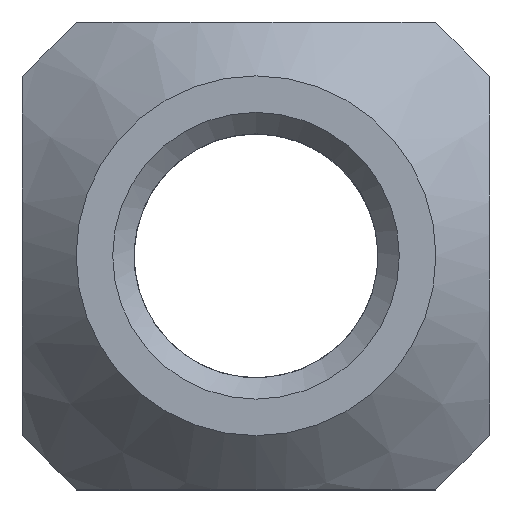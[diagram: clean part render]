
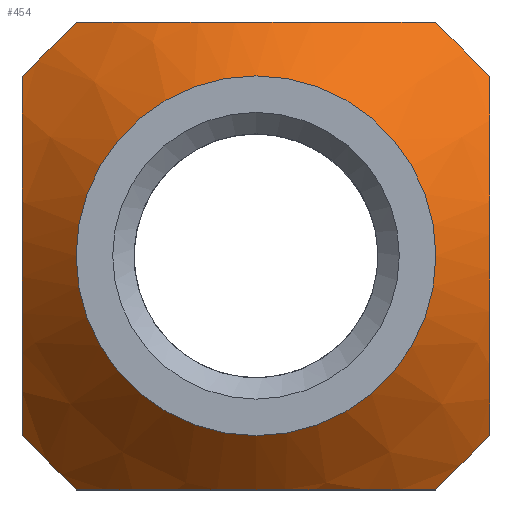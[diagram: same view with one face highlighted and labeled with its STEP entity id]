
A CAD part, top view. The second image highlights one B-rep face of the part: STEP entity #454.
In plain terms, the highlighted conical face has half-angle 45 degrees and reference radius 5.25 mm.
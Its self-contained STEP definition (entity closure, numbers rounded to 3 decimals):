
#17=(
BOUNDED_CURVE()
B_SPLINE_CURVE(2,(#1524,#1525,#1526),.UNSPECIFIED.,.F.,.F.)
B_SPLINE_CURVE_WITH_KNOTS((3,3),(-1.072,-0.381),
 .UNSPECIFIED.)
CURVE()
GEOMETRIC_REPRESENTATION_ITEM()
RATIONAL_B_SPLINE_CURVE((1.385,1.385,1.225))
REPRESENTATION_ITEM('')
);
#18=(
BOUNDED_CURVE()
B_SPLINE_CURVE(2,(#1531,#1532,#1533),.UNSPECIFIED.,.F.,.F.)
B_SPLINE_CURVE_WITH_KNOTS((3,3),(-1.764,-1.072),
 .UNSPECIFIED.)
CURVE()
GEOMETRIC_REPRESENTATION_ITEM()
RATIONAL_B_SPLINE_CURVE((1.225,1.385,1.385))
REPRESENTATION_ITEM('')
);
#19=(
BOUNDED_CURVE()
B_SPLINE_CURVE(2,(#1535,#1536,#1537),.UNSPECIFIED.,.F.,.F.)
B_SPLINE_CURVE_WITH_KNOTS((3,3),(3.258,5.581),
 .UNSPECIFIED.)
CURVE()
GEOMETRIC_REPRESENTATION_ITEM()
RATIONAL_B_SPLINE_CURVE((1.061,1.07,1.061))
REPRESENTATION_ITEM('')
);
#20=(
BOUNDED_CURVE()
B_SPLINE_CURVE(2,(#1539,#1540,#1541),.UNSPECIFIED.,.F.,.F.)
B_SPLINE_CURVE_WITH_KNOTS((3,3),(2.741,15.589),
 .UNSPECIFIED.)
CURVE()
GEOMETRIC_REPRESENTATION_ITEM()
RATIONAL_B_SPLINE_CURVE((1.157,1.459,1.157))
REPRESENTATION_ITEM('')
);
#21=(
BOUNDED_CURVE()
B_SPLINE_CURVE(2,(#1543,#1544,#1545),.UNSPECIFIED.,.F.,.F.)
B_SPLINE_CURVE_WITH_KNOTS((3,3),(3.258,5.581),
 .UNSPECIFIED.)
CURVE()
GEOMETRIC_REPRESENTATION_ITEM()
RATIONAL_B_SPLINE_CURVE((1.061,1.07,1.061))
REPRESENTATION_ITEM('')
);
#22=(
BOUNDED_CURVE()
B_SPLINE_CURVE(2,(#1547,#1548,#1549),.UNSPECIFIED.,.F.,.F.)
B_SPLINE_CURVE_WITH_KNOTS((3,3),(0.381,1.764),
 .UNSPECIFIED.)
CURVE()
GEOMETRIC_REPRESENTATION_ITEM()
RATIONAL_B_SPLINE_CURVE((1.225,1.545,1.225))
REPRESENTATION_ITEM('')
);
#23=(
BOUNDED_CURVE()
B_SPLINE_CURVE(2,(#1551,#1552,#1553),.UNSPECIFIED.,.F.,.F.)
B_SPLINE_CURVE_WITH_KNOTS((3,3),(3.258,5.581),
 .UNSPECIFIED.)
CURVE()
GEOMETRIC_REPRESENTATION_ITEM()
RATIONAL_B_SPLINE_CURVE((1.061,1.07,1.061))
REPRESENTATION_ITEM('')
);
#24=(
BOUNDED_CURVE()
B_SPLINE_CURVE(2,(#1555,#1556,#1557),.UNSPECIFIED.,.F.,.F.)
B_SPLINE_CURVE_WITH_KNOTS((3,3),(2.741,15.589),
 .UNSPECIFIED.)
CURVE()
GEOMETRIC_REPRESENTATION_ITEM()
RATIONAL_B_SPLINE_CURVE((1.157,1.459,1.157))
REPRESENTATION_ITEM('')
);
#25=(
BOUNDED_CURVE()
B_SPLINE_CURVE(2,(#1558,#1559,#1560),.UNSPECIFIED.,.F.,.F.)
B_SPLINE_CURVE_WITH_KNOTS((3,3),(3.258,5.581),
 .UNSPECIFIED.)
CURVE()
GEOMETRIC_REPRESENTATION_ITEM()
RATIONAL_B_SPLINE_CURVE((1.061,1.07,1.061))
REPRESENTATION_ITEM('')
);
#28=CONICAL_SURFACE('',#502,5.25,0.785);
#58=FACE_OUTER_BOUND('',#84,.T.);
#84=EDGE_LOOP('',(#374,#375,#376,#377,#378,#379,#380,#381,#382,#383,#384,
#385));
#107=CIRCLE('',#503,5.);
#139=LINE('',#1528,#165);
#165=VECTOR('',#573,5.25);
#208=VERTEX_POINT('',#1522);
#209=VERTEX_POINT('',#1523);
#210=VERTEX_POINT('',#1527);
#211=VERTEX_POINT('',#1530);
#212=VERTEX_POINT('',#1534);
#213=VERTEX_POINT('',#1538);
#214=VERTEX_POINT('',#1542);
#215=VERTEX_POINT('',#1546);
#216=VERTEX_POINT('',#1550);
#217=VERTEX_POINT('',#1554);
#267=EDGE_CURVE('',#208,#209,#17,.F.);
#268=EDGE_CURVE('',#209,#210,#139,.T.);
#269=EDGE_CURVE('',#210,#210,#107,.T.);
#270=EDGE_CURVE('',#209,#211,#18,.F.);
#271=EDGE_CURVE('',#211,#212,#19,.T.);
#272=EDGE_CURVE('',#212,#213,#20,.T.);
#273=EDGE_CURVE('',#213,#214,#21,.T.);
#274=EDGE_CURVE('',#214,#215,#22,.T.);
#275=EDGE_CURVE('',#215,#216,#23,.T.);
#276=EDGE_CURVE('',#216,#217,#24,.T.);
#277=EDGE_CURVE('',#217,#208,#25,.T.);
#374=ORIENTED_EDGE('',*,*,#267,.T.);
#375=ORIENTED_EDGE('',*,*,#268,.T.);
#376=ORIENTED_EDGE('',*,*,#269,.T.);
#377=ORIENTED_EDGE('',*,*,#268,.F.);
#378=ORIENTED_EDGE('',*,*,#270,.T.);
#379=ORIENTED_EDGE('',*,*,#271,.T.);
#380=ORIENTED_EDGE('',*,*,#272,.T.);
#381=ORIENTED_EDGE('',*,*,#273,.T.);
#382=ORIENTED_EDGE('',*,*,#274,.T.);
#383=ORIENTED_EDGE('',*,*,#275,.T.);
#384=ORIENTED_EDGE('',*,*,#276,.T.);
#385=ORIENTED_EDGE('',*,*,#277,.T.);
#454=ADVANCED_FACE('',(#58),#28,.T.);
#502=AXIS2_PLACEMENT_3D('',#1521,#571,#572);
#503=AXIS2_PLACEMENT_3D('',#1529,#574,#575);
#571=DIRECTION('center_axis',(0.,0.,-1.));
#572=DIRECTION('ref_axis',(0.,1.,0.));
#573=DIRECTION('',(0.,0.707,0.707));
#574=DIRECTION('center_axis',(0.,0.,-1.));
#575=DIRECTION('ref_axis',(0.,1.,0.));
#1521=CARTESIAN_POINT('Origin',(0.,0.,5.25));
#1522=CARTESIAN_POINT('',(-4.998,-6.5,2.301));
#1523=CARTESIAN_POINT('',(0.,-6.5,4.));
#1524=CARTESIAN_POINT('Ctrl Pts',(0.,-6.5,4.));
#1525=CARTESIAN_POINT('Ctrl Pts',(-2.21,-6.5,4.));
#1526=CARTESIAN_POINT('Ctrl Pts',(-4.998,-6.5,2.301));
#1527=CARTESIAN_POINT('',(0.,-5.,5.5));
#1528=CARTESIAN_POINT('',(0.,-5.25,5.25));
#1529=CARTESIAN_POINT('Origin',(0.,0.,5.5));
#1530=CARTESIAN_POINT('',(4.998,-6.5,2.301));
#1531=CARTESIAN_POINT('Ctrl Pts',(4.998,-6.5,2.301));
#1532=CARTESIAN_POINT('Ctrl Pts',(2.21,-6.5,4.));
#1533=CARTESIAN_POINT('Ctrl Pts',(0.,-6.5,4.));
#1534=CARTESIAN_POINT('',(6.5,-4.998,2.301));
#1535=CARTESIAN_POINT('Ctrl Pts',(4.998,-6.5,2.301));
#1536=CARTESIAN_POINT('Ctrl Pts',(5.749,-5.749,2.439));
#1537=CARTESIAN_POINT('Ctrl Pts',(6.5,-4.998,2.301));
#1538=CARTESIAN_POINT('',(6.5,4.998,2.301));
#1539=CARTESIAN_POINT('Ctrl Pts',(6.5,-4.998,2.301));
#1540=CARTESIAN_POINT('Ctrl Pts',(6.5,0.,5.347));
#1541=CARTESIAN_POINT('Ctrl Pts',(6.5,4.998,2.301));
#1542=CARTESIAN_POINT('',(4.998,6.5,2.301));
#1543=CARTESIAN_POINT('Ctrl Pts',(6.5,4.998,2.301));
#1544=CARTESIAN_POINT('Ctrl Pts',(5.749,5.749,2.439));
#1545=CARTESIAN_POINT('Ctrl Pts',(4.998,6.5,2.301));
#1546=CARTESIAN_POINT('',(-4.998,6.5,2.301));
#1547=CARTESIAN_POINT('Ctrl Pts',(4.998,6.5,2.301));
#1548=CARTESIAN_POINT('Ctrl Pts',(0.,6.5,5.347));
#1549=CARTESIAN_POINT('Ctrl Pts',(-4.998,6.5,2.301));
#1550=CARTESIAN_POINT('',(-6.5,4.998,2.301));
#1551=CARTESIAN_POINT('Ctrl Pts',(-4.998,6.5,2.301));
#1552=CARTESIAN_POINT('Ctrl Pts',(-5.749,5.749,2.439));
#1553=CARTESIAN_POINT('Ctrl Pts',(-6.5,4.998,2.301));
#1554=CARTESIAN_POINT('',(-6.5,-4.998,2.301));
#1555=CARTESIAN_POINT('Ctrl Pts',(-6.5,4.998,2.301));
#1556=CARTESIAN_POINT('Ctrl Pts',(-6.5,0.,5.347));
#1557=CARTESIAN_POINT('Ctrl Pts',(-6.5,-4.998,2.301));
#1558=CARTESIAN_POINT('Ctrl Pts',(-6.5,-4.998,2.301));
#1559=CARTESIAN_POINT('Ctrl Pts',(-5.749,-5.749,2.439));
#1560=CARTESIAN_POINT('Ctrl Pts',(-4.998,-6.5,2.301));
